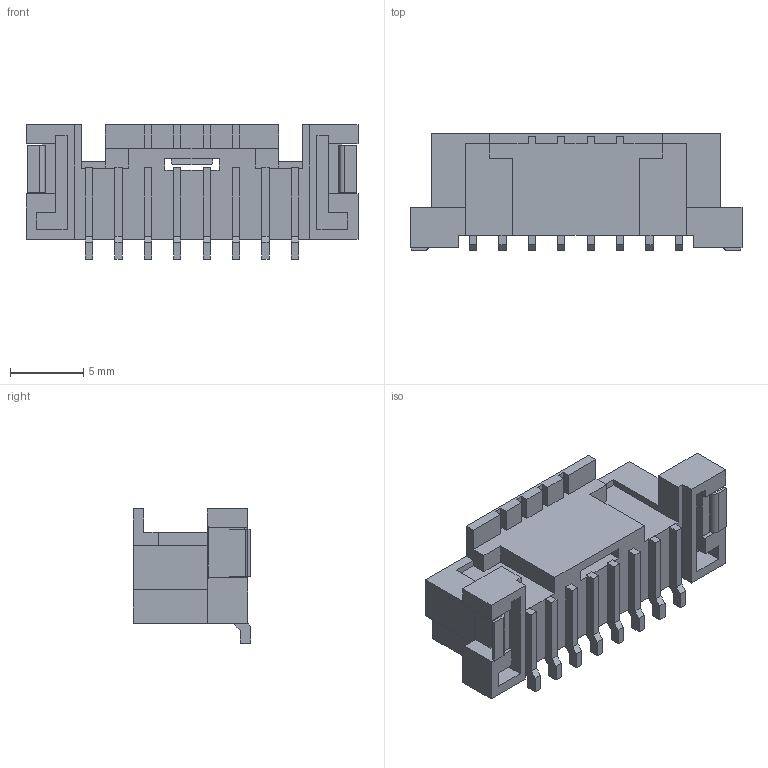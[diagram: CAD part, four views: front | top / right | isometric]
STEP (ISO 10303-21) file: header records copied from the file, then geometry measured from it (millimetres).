
FILE_DESCRIPTION((''),'2;1');
FILE_NAME('5600200830','2017-05-31T',('ksrinivasara'),(''),'PRO/ENGINEER BY PARAMETRIC TECHNOLOGY CORPORATION, 2012310','PRO/ENGINEER BY PARAMETRIC TECHNOLOGY CORPORATION, 2012310','');
FILE_SCHEMA(('CONFIG_CONTROL_DESIGN'));
Length unit declared in the file: millimetre
Products named in the file (1): 5600200830
Bounding box: 22.6 x 8 x 9.15 mm (x, y, z)
Volume: 464.8 mm3; surface area: 1265.6 mm2
Topology: 1 solids, 1 shells, 377 faces, 1060 edges, 692 vertices
Faces by surface type: plane 370, cylinder 5, cone 2
Entity records: 11795 total; most frequent: CARTESIAN_POINT 2090, ORIENTED_EDGE 2040, DIRECTION 1828, VECTOR 1048, LINE 1048, EDGE_CURVE 1020, VERTEX_POINT 652, AXIS2_PLACEMENT_3D 390
